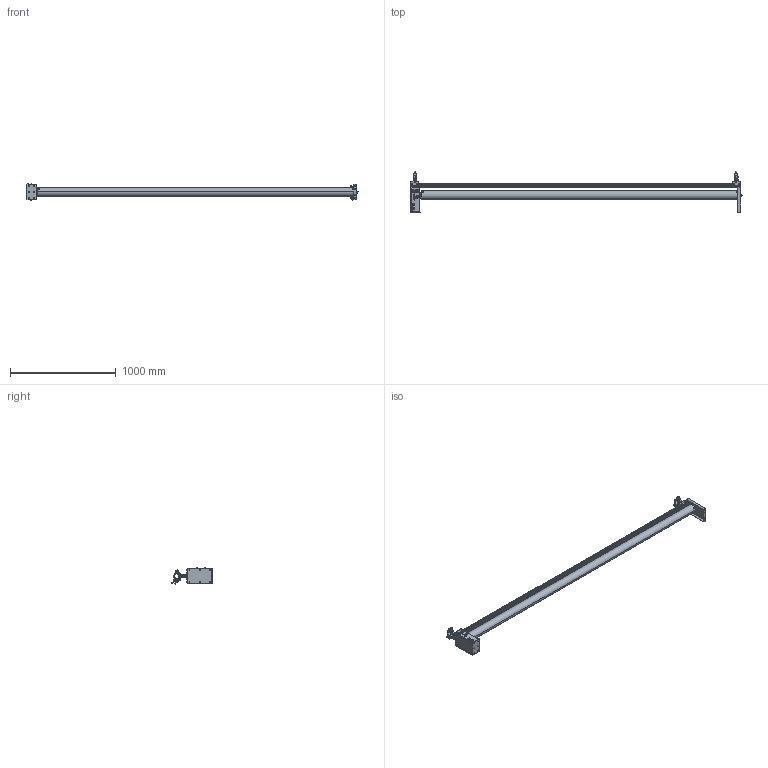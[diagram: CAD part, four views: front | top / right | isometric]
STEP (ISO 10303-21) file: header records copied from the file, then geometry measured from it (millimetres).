
FILE_DESCRIPTION (( 'STEP AP214' ), '1' );
FILE_NAME ('289.001.002_Main_Assembly_3m.STEP', '2019-04-11T08:34:12', ( '' ), ( '' ), 'SwSTEP 2.0', 'SolidWorks 2018', '' );
FILE_SCHEMA (( 'AUTOMOTIVE_DESIGN' ));
Length unit declared in the file: millimetre
Products named in the file (1): 289.001.002_Main_Assembly_3m
Bounding box: 3136.8 x 393.6 x 152.93 mm (x, y, z)
Surface area: 2175584.6 mm2 (no closed solid volume)
Topology: 0 solids, 198 shells, 838 faces, 3571 edges, 2810 vertices
Faces by surface type: plane 407, cylinder 271, bspline 60, torus 59, cone 36, sphere 5
Entity records: 51328 total; most frequent: CARTESIAN_POINT 13305, DIRECTION 6000, ORIENTED_EDGE 4842, EDGE_CURVE 3557, VERTEX_POINT 2810, LINE 2002, VECTOR 2002, AXIS2_PLACEMENT_3D 1999
